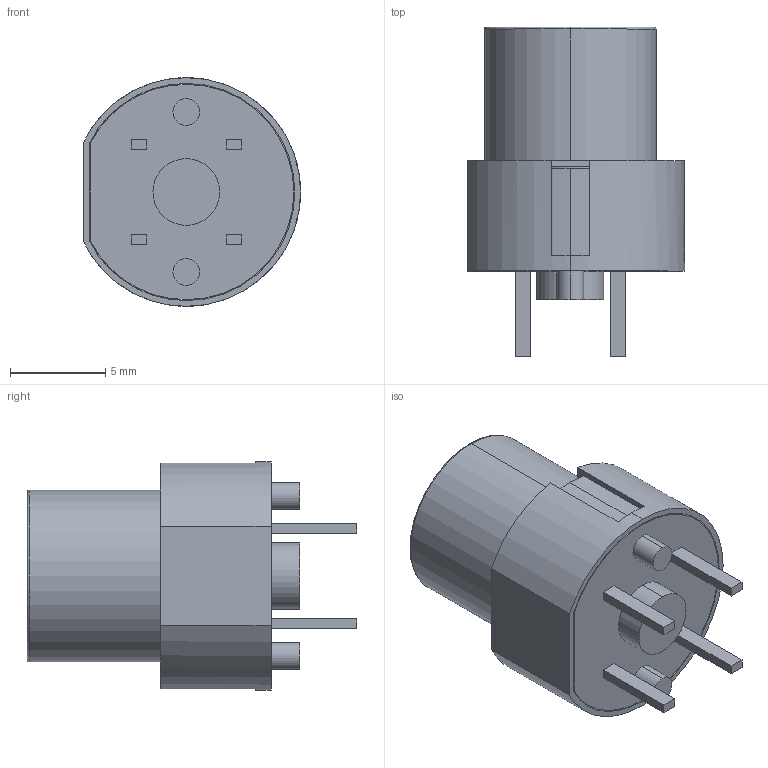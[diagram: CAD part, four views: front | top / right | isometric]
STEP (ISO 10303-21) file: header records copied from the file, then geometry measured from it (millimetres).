
FILE_DESCRIPTION(('FreeCAD Model'),'2;1');
FILE_NAME('Open CASCADE Shape Model','2021-01-14T18:01:35',('Author'),( ''),'Open CASCADE STEP processor 7.4','FreeCAD','Unknown');
FILE_SCHEMA(('AUTOMOTIVE_DESIGN { 1 0 10303 214 1 1 1 1 }'));
Length unit declared in the file: millimetre
Products named in the file (8): User_Library-D6R; D6_bottom005; D6_bottom; D6_bottom001; D6_bottom002; D6_bottom003; D6_bottom004; D6R_top
Assembly tree (7 placements, depth 3):
  User_Library-D6R
    D6_bottom005
      D6_bottom
      D6_bottom001
      D6_bottom002
      D6_bottom003
      D6_bottom004
    D6R_top
Bounding box: 11.4 x 17.3 x 12 mm (x, y, z)
Volume: 1090.1 mm3; surface area: 1264 mm2
Topology: 6 solids, 6 shells, 66 faces, 154 edges, 102 vertices
Faces by surface type: plane 45, cylinder 19, torus 2
Entity records: 2090 total; most frequent: DIRECTION 352, CARTESIAN_POINT 330, ORIENTED_EDGE 308, EDGE_CURVE 154, AXIS2_PLACEMENT_3D 124, LINE 104, VECTOR 104, VERTEX_POINT 102
